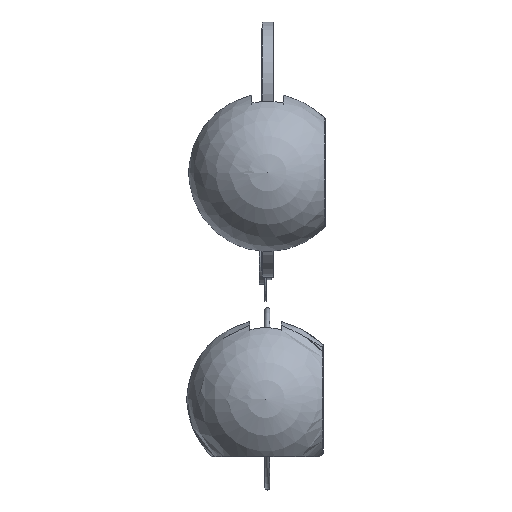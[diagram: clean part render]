
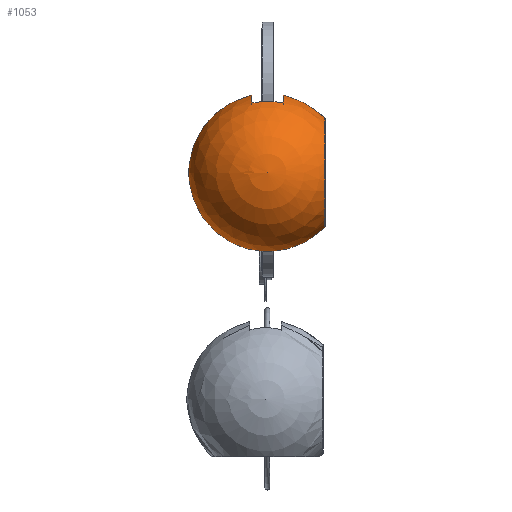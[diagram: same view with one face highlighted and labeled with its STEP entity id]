
A CAD part, top view. The second image highlights one B-rep face of the part: STEP entity #1053.
In plain terms, the highlighted spherical face has radius 41.732 mm.
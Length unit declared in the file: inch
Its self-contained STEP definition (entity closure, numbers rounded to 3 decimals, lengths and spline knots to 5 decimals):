
#252=FACE_BOUND('',#346,.T.);
#253=FACE_BOUND('',#347,.T.);
#283=FACE_OUTER_BOUND('',#345,.T.);
#345=EDGE_LOOP('',(#835,#836,#837,#838));
#346=EDGE_LOOP('',(#839,#840,#841,#842));
#347=EDGE_LOOP('',(#843,#844));
#422=CIRCLE('',#1357,1.13994);
#423=CIRCLE('',#1358,1.13994);
#425=CIRCLE('',#1361,1.12225);
#426=CIRCLE('',#1362,1.12225);
#427=CIRCLE('',#1363,1.643);
#428=CIRCLE('',#1364,1.48167);
#429=CIRCLE('',#1365,1.61003);
#430=CIRCLE('',#1366,1.48167);
#431=CIRCLE('',#1367,1.61003);
#527=VERTEX_POINT('',#2022);
#528=VERTEX_POINT('',#2024);
#529=VERTEX_POINT('',#2029);
#530=VERTEX_POINT('',#2030);
#531=VERTEX_POINT('',#2033);
#532=VERTEX_POINT('',#2035);
#533=VERTEX_POINT('',#2036);
#534=VERTEX_POINT('',#2038);
#535=VERTEX_POINT('',#2040);
#644=EDGE_CURVE('',#527,#528,#422,.T.);
#645=EDGE_CURVE('',#528,#527,#423,.T.);
#647=EDGE_CURVE('',#529,#530,#425,.T.);
#648=EDGE_CURVE('',#530,#529,#426,.T.);
#649=EDGE_CURVE('',#530,#531,#427,.T.);
#650=EDGE_CURVE('',#532,#533,#428,.T.);
#651=EDGE_CURVE('',#534,#532,#429,.T.);
#652=EDGE_CURVE('',#535,#534,#430,.T.);
#653=EDGE_CURVE('',#533,#535,#431,.T.);
#835=ORIENTED_EDGE('',*,*,#647,.F.);
#836=ORIENTED_EDGE('',*,*,#648,.F.);
#837=ORIENTED_EDGE('',*,*,#649,.T.);
#838=ORIENTED_EDGE('',*,*,#649,.F.);
#839=ORIENTED_EDGE('',*,*,#650,.F.);
#840=ORIENTED_EDGE('',*,*,#651,.F.);
#841=ORIENTED_EDGE('',*,*,#652,.F.);
#842=ORIENTED_EDGE('',*,*,#653,.F.);
#843=ORIENTED_EDGE('',*,*,#645,.F.);
#844=ORIENTED_EDGE('',*,*,#644,.F.);
#1033=SPHERICAL_SURFACE('',#1360,1.643);
#1053=ADVANCED_FACE('',(#283,#252,#253),#1033,.T.);
#1357=AXIS2_PLACEMENT_3D('',#2025,#1610,#1611);
#1358=AXIS2_PLACEMENT_3D('',#2026,#1612,#1613);
#1360=AXIS2_PLACEMENT_3D('',#2028,#1616,#1617);
#1361=AXIS2_PLACEMENT_3D('',#2031,#1618,#1619);
#1362=AXIS2_PLACEMENT_3D('',#2032,#1620,#1621);
#1363=AXIS2_PLACEMENT_3D('',#2034,#1622,#1623);
#1364=AXIS2_PLACEMENT_3D('',#2037,#1624,#1625);
#1365=AXIS2_PLACEMENT_3D('',#2039,#1626,#1627);
#1366=AXIS2_PLACEMENT_3D('',#2041,#1628,#1629);
#1367=AXIS2_PLACEMENT_3D('',#2042,#1630,#1631);
#1610=DIRECTION('center_axis',(1.,0.,0.));
#1611=DIRECTION('ref_axis',(0.,0.,1.));
#1612=DIRECTION('center_axis',(1.,0.,0.));
#1613=DIRECTION('ref_axis',(0.,0.,1.));
#1616=DIRECTION('center_axis',(0.,0.,1.));
#1617=DIRECTION('ref_axis',(1.,0.,0.));
#1618=DIRECTION('center_axis',(0.,0.,-1.));
#1619=DIRECTION('ref_axis',(0.,-1.,0.));
#1620=DIRECTION('center_axis',(0.,0.,-1.));
#1621=DIRECTION('ref_axis',(0.,-1.,0.));
#1622=DIRECTION('center_axis',(0.,1.,0.));
#1623=DIRECTION('ref_axis',(-1.,0.,0.));
#1624=DIRECTION('center_axis',(0.,0.,-1.));
#1625=DIRECTION('ref_axis',(0.,-1.,0.));
#1626=DIRECTION('center_axis',(1.,0.,0.));
#1627=DIRECTION('ref_axis',(0.,0.,1.));
#1628=DIRECTION('center_axis',(0.,0.,1.));
#1629=DIRECTION('ref_axis',(0.,1.,0.));
#1630=DIRECTION('center_axis',(-1.,0.,0.));
#1631=DIRECTION('ref_axis',(0.,0.,-1.));
#2022=CARTESIAN_POINT('',(1.18321,0.,1.13994));
#2024=CARTESIAN_POINT('',(1.18321,0.,-1.13994));
#2025=CARTESIAN_POINT('Origin',(1.18321,0.,0.));
#2026=CARTESIAN_POINT('Origin',(1.18321,0.,0.));
#2028=CARTESIAN_POINT('Origin',(0.,0.,0.));
#2029=CARTESIAN_POINT('',(0.,1.12225,-1.2));
#2030=CARTESIAN_POINT('',(-1.12225,0.,-1.2));
#2031=CARTESIAN_POINT('Origin',(0.,0.,-1.2));
#2032=CARTESIAN_POINT('Origin',(0.,0.,-1.2));
#2033=CARTESIAN_POINT('',(0.,0.,1.643));
#2034=CARTESIAN_POINT('Origin',(0.,0.,0.));
#2035=CARTESIAN_POINT('',(-0.3275,1.44502,0.71));
#2036=CARTESIAN_POINT('',(0.3275,1.44502,0.71));
#2037=CARTESIAN_POINT('Origin',(0.,0.,0.71));
#2038=CARTESIAN_POINT('',(-0.3275,1.44502,-0.71));
#2039=CARTESIAN_POINT('Origin',(-0.3275,0.,0.));
#2040=CARTESIAN_POINT('',(0.3275,1.44502,-0.71));
#2041=CARTESIAN_POINT('Origin',(0.,0.,-0.71));
#2042=CARTESIAN_POINT('Origin',(0.3275,0.,0.));
